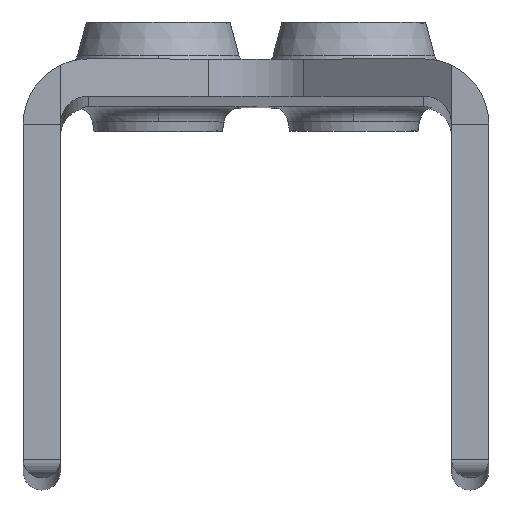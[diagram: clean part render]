
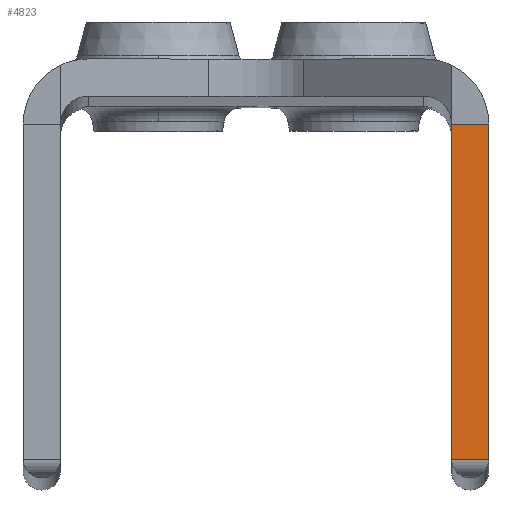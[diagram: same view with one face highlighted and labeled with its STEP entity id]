
A CAD part, top view. The second image highlights one B-rep face of the part: STEP entity #4823.
In plain terms, the highlighted planar face has unit normal (0, 0, 1).
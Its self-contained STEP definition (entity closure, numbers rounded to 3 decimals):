
#41 = DIRECTION ( 'NONE',  ( 1., 0., 0. ) ) ;
#49 = EDGE_CURVE ( 'NONE', #2068, #633, #4751, .T. ) ;
#273 = DIRECTION ( 'NONE',  ( 0., 1., 0. ) ) ;
#479 = CARTESIAN_POINT ( 'NONE',  ( 12.5, 2., 374. ) ) ;
#535 = LINE ( 'NONE', #1327, #2474 ) ;
#594 = CARTESIAN_POINT ( 'NONE',  ( -736.465, 20., 374. ) ) ;
#633 = VERTEX_POINT ( 'NONE', #2570 ) ;
#943 = ORIENTED_EDGE ( 'NONE', *, *, #2476, .F. ) ;
#957 = CARTESIAN_POINT ( 'NONE',  ( 10.5, 2., 374. ) ) ;
#1067 = CARTESIAN_POINT ( 'NONE',  ( 12.5, 0., 374. ) ) ;
#1327 = CARTESIAN_POINT ( 'NONE',  ( -736.465, 2., 374. ) ) ;
#1412 = DIRECTION ( 'NONE',  ( 0., 1., 0. ) ) ;
#1579 = DIRECTION ( 'NONE',  ( 0., 1., 0. ) ) ;
#1895 = DIRECTION ( 'NONE',  ( 1., 0., 0. ) ) ;
#1904 = VERTEX_POINT ( 'NONE', #957 ) ;
#2068 = VERTEX_POINT ( 'NONE', #479 ) ;
#2149 = ORIENTED_EDGE ( 'NONE', *, *, #4145, .T. ) ;
#2474 = VECTOR ( 'NONE', #41, 1000. ) ;
#2476 = EDGE_CURVE ( 'NONE', #4830, #633, #4706, .T. ) ;
#2570 = CARTESIAN_POINT ( 'NONE',  ( 12.5, 20., 374. ) ) ;
#2804 = AXIS2_PLACEMENT_3D ( 'NONE', #3016, #4201, #1412 ) ;
#3016 = CARTESIAN_POINT ( 'NONE',  ( -736.465, 0., 374. ) ) ;
#3289 = ORIENTED_EDGE ( 'NONE', *, *, #4087, .F. ) ;
#3306 = ORIENTED_EDGE ( 'NONE', *, *, #49, .T. ) ;
#3447 = PLANE ( 'NONE',  #2804 ) ;
#3845 = VECTOR ( 'NONE', #273, 1000. ) ;
#4087 = EDGE_CURVE ( 'NONE', #1904, #4830, #5306, .T. ) ;
#4145 = EDGE_CURVE ( 'NONE', #1904, #2068, #535, .T. ) ;
#4201 = DIRECTION ( 'NONE',  ( 0., 0., -1. ) ) ;
#4499 = CARTESIAN_POINT ( 'NONE',  ( 10.5, 0., 374. ) ) ;
#4635 = FACE_OUTER_BOUND ( 'NONE', #4889, .T. ) ;
#4661 = CARTESIAN_POINT ( 'NONE',  ( 10.5, 20., 374. ) ) ;
#4706 = LINE ( 'NONE', #594, #4730 ) ;
#4730 = VECTOR ( 'NONE', #1895, 1000. ) ;
#4751 = LINE ( 'NONE', #1067, #3845 ) ;
#4794 = VECTOR ( 'NONE', #1579, 1000. ) ;
#4823 = ADVANCED_FACE ( 'NONE', ( #4635 ), #3447, .F. ) ;
#4830 = VERTEX_POINT ( 'NONE', #4661 ) ;
#4889 = EDGE_LOOP ( 'NONE', ( #3289, #2149, #3306, #943 ) ) ;
#5306 = LINE ( 'NONE', #4499, #4794 ) ;
